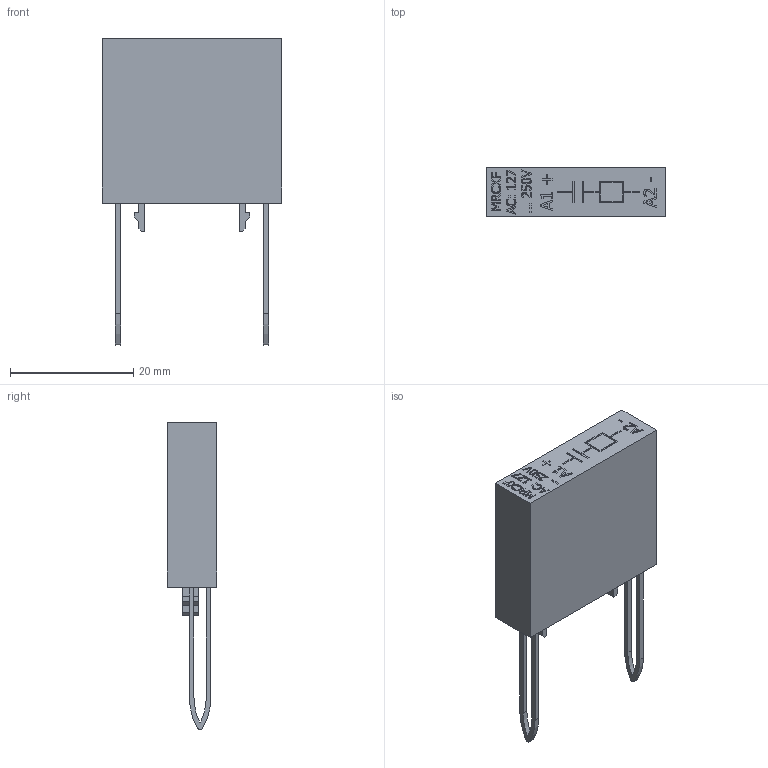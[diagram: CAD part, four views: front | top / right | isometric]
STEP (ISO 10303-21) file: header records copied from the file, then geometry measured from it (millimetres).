
FILE_DESCRIPTION((''),'2;1');
FILE_NAME('12C70085G04 - 300-SRCS2M.stp','2015-05-26T09:26:56',('rshanor'),(''),'Autodesk Inventor 2013','Autodesk Inventor 2013','');
FILE_SCHEMA(('AUTOMOTIVE_DESIGN { 1 2 10303 214 0 1 1 1 }'));
Length unit declared in the file: inch
Products named in the file (1): 12C70085G04
Bounding box: 29.05 x 8.03 x 49.77 mm (x, y, z)
Volume: 3569.3 mm3; surface area: 7575 mm2
Topology: 1 solids, 1 shells, 1049 faces, 2920 edges, 1928 vertices
Faces by surface type: plane 759, bspline 223, cylinder 62, torus 5
Full cylindrical faces by diameter (mm): 0.6 x9, 1.4 x1, 2.35 x1, 5.5 x1, 6.75 x1
Entity records: 36129 total; most frequent: CARTESIAN_POINT 9575, ORIENTED_EDGE 5806, DIRECTION 4244, EDGE_CURVE 2903, VECTOR 2320, LINE 2320, VERTEX_POINT 1921, EDGE_LOOP 1176
